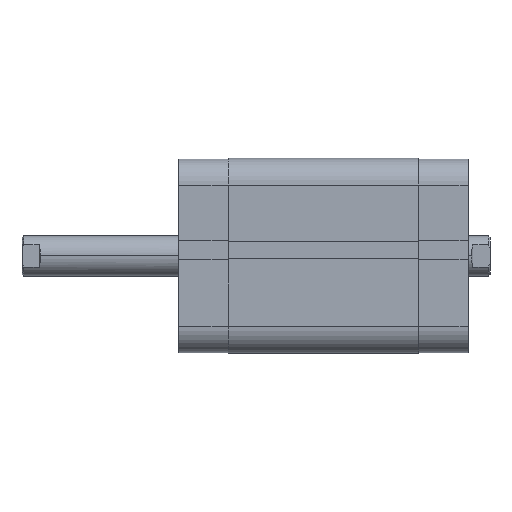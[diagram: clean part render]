
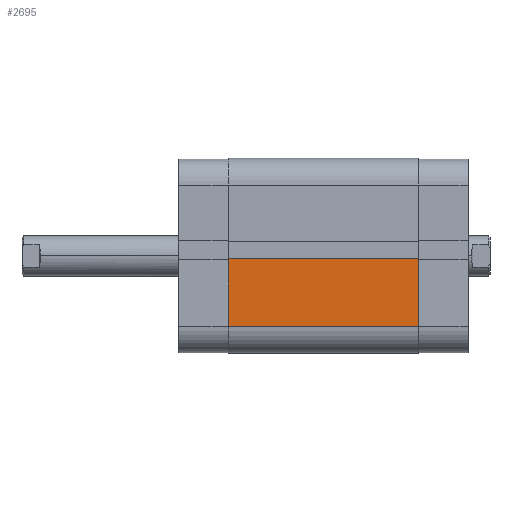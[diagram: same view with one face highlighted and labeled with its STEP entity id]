
A CAD part, top view. The second image highlights one B-rep face of the part: STEP entity #2695.
In plain terms, the highlighted face is planar.
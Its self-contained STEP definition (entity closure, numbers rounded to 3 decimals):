
#313 = VERTEX_POINT ( 'NONE', #633 ) ;
#314 = VERTEX_POINT ( 'NONE', #634 ) ;
#315 = VERTEX_POINT ( 'NONE', #635 ) ;
#316 = VERTEX_POINT ( 'NONE', #636 ) ;
#633 = CARTESIAN_POINT ( 'NONE',  ( 29., 0.85, 0. ) ) ;
#634 = CARTESIAN_POINT ( 'NONE',  ( 29., 0.85, 56.5 ) ) ;
#635 = CARTESIAN_POINT ( 'NONE',  ( 29., 21., 0. ) ) ;
#636 = CARTESIAN_POINT ( 'NONE',  ( 29., 21., 56.5 ) ) ;
#1029 = AXIS2_PLACEMENT_3D ( 'NONE', #1998, #2004, #2005 ) ;
#1995 = PLANE ( 'NONE',  #1029 ) ;
#1998 = CARTESIAN_POINT ( 'NONE',  ( 29., -63.941, 56.5 ) ) ;
#2004 = DIRECTION ( 'NONE',  ( 1., 0., 0. ) ) ;
#2005 = DIRECTION ( 'NONE',  ( 0., 1., 0. ) ) ;
#2318 = CARTESIAN_POINT ( 'NONE',  ( 29., 21., 56.5 ) ) ;
#2319 = CARTESIAN_POINT ( 'NONE',  ( 29., -63.941, 56.5 ) ) ;
#2320 = DIRECTION ( 'NONE',  ( 0., -1., 0. ) ) ;
#2327 = CARTESIAN_POINT ( 'NONE',  ( 29., 0.85, 56.5 ) ) ;
#2328 = DIRECTION ( 'NONE',  ( 0., 0., -1. ) ) ;
#2333 = CARTESIAN_POINT ( 'NONE',  ( 29., -63.941, 0. ) ) ;
#2335 = DIRECTION ( 'NONE',  ( 0., 0., -1. ) ) ;
#2337 = DIRECTION ( 'NONE',  ( 0., -1., 0. ) ) ;
#2695 = ADVANCED_FACE ( 'NONE', ( #6834 ), #1995, .T. ) ;
#4792 = EDGE_LOOP ( 'NONE', ( #6210, #6209, #6208, #6207 ) ) ;
#5727 = EDGE_CURVE ( 'NONE', #316, #314, #7054, .T. ) ;
#5731 = EDGE_CURVE ( 'NONE', #314, #313, #7051, .T. ) ;
#5734 = EDGE_CURVE ( 'NONE', #316, #315, #7061, .T. ) ;
#5735 = EDGE_CURVE ( 'NONE', #315, #313, #7057, .T. ) ;
#6207 = ORIENTED_EDGE ( 'NONE', *, *, #5731, .T. ) ;
#6208 = ORIENTED_EDGE ( 'NONE', *, *, #5727, .T. ) ;
#6209 = ORIENTED_EDGE ( 'NONE', *, *, #5734, .F. ) ;
#6210 = ORIENTED_EDGE ( 'NONE', *, *, #5735, .F. ) ;
#6834 = FACE_OUTER_BOUND ( 'NONE', #4792, .T. ) ;
#7045 = VECTOR ( 'NONE', #2328, 1000. ) ;
#7051 = LINE ( 'NONE', #2327, #7045 ) ;
#7054 = LINE ( 'NONE', #2319, #7055 ) ;
#7055 = VECTOR ( 'NONE', #2320, 1000. ) ;
#7057 = LINE ( 'NONE', #2333, #7069 ) ;
#7061 = LINE ( 'NONE', #2318, #7067 ) ;
#7067 = VECTOR ( 'NONE', #2335, 1000. ) ;
#7069 = VECTOR ( 'NONE', #2337, 1000. ) ;
